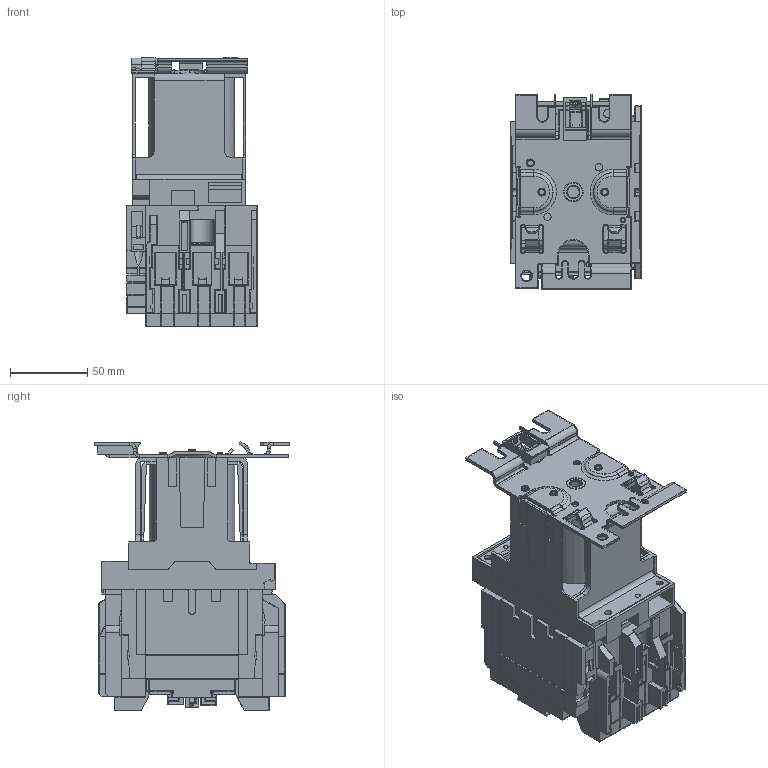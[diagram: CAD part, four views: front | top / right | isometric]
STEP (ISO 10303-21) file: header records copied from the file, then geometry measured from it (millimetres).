
FILE_DESCRIPTION (( 'STEP AP214' ), '1' );
FILE_NAME ('BLP1D5010BD.STEP', '2023-07-26T06:46:15', ( '' ), ( '' ), 'SwSTEP 2.0', 'SolidWorks 2022', '' );
FILE_SCHEMA (( 'AUTOMOTIVE_DESIGN' ));
Length unit declared in the file: millimetre
Products named in the file (3): bracket; BLP1D5010BD
Assembly tree (2 placements, depth 2):
  BLP1D5010BD
    BLP1D5010BD
    bracket
Bounding box: 84.6 x 126.5 x 174.47 mm (x, y, z)
Volume: 392621.1 mm3; surface area: 310097 mm2
Topology: 8 solids, 8 shells, 2261 faces, 6470 edges, 4204 vertices
Faces by surface type: plane 1903, cylinder 302, torus 48, bspline 6, cone 2
Entity records: 73490 total; most frequent: CARTESIAN_POINT 13625, ORIENTED_EDGE 12940, DIRECTION 11655, EDGE_CURVE 6470, VECTOR 5663, LINE 5663, VERTEX_POINT 4204, AXIS2_PLACEMENT_3D 2996
